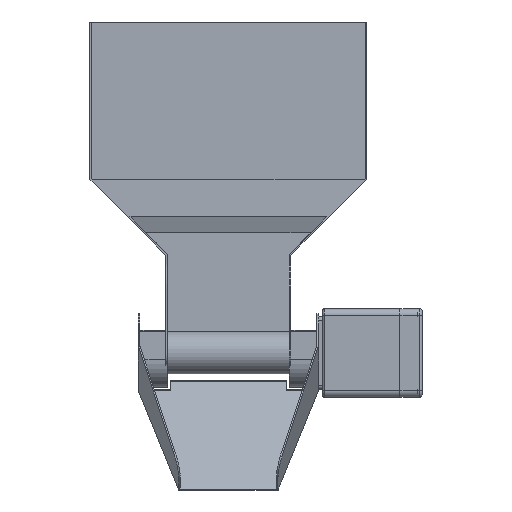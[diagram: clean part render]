
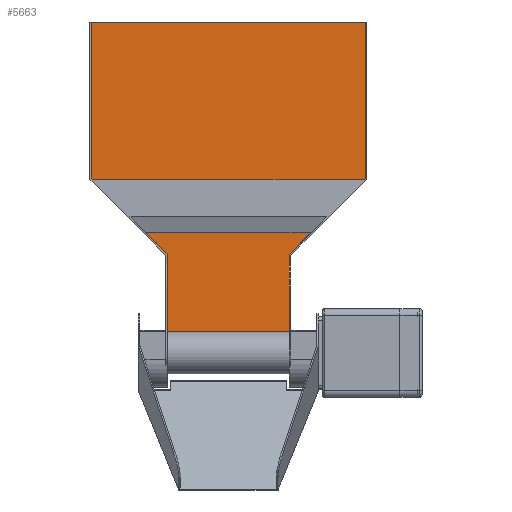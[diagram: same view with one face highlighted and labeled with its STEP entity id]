
A CAD part, front view. The second image highlights one B-rep face of the part: STEP entity #5663.
In plain terms, the highlighted planar face has unit normal (0, -1, 0).
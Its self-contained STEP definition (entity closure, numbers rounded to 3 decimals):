
#1178=ORIENTED_EDGE('',*,*,#2416,.F.);
#1179=ORIENTED_EDGE('',*,*,#2408,.T.);
#1180=ORIENTED_EDGE('',*,*,#2359,.T.);
#1181=ORIENTED_EDGE('',*,*,#2439,.T.);
#1182=ORIENTED_EDGE('',*,*,#2446,.T.);
#1183=ORIENTED_EDGE('',*,*,#2376,.T.);
#1184=ORIENTED_EDGE('',*,*,#2384,.T.);
#1185=ORIENTED_EDGE('',*,*,#2367,.T.);
#2359=EDGE_CURVE('',#3066,#3065,#3612,.T.);
#2367=EDGE_CURVE('',#3073,#3074,#3620,.T.);
#2376=EDGE_CURVE('',#3082,#3083,#3627,.T.);
#2384=EDGE_CURVE('',#3083,#3073,#3635,.T.);
#2408=EDGE_CURVE('',#3107,#3066,#3657,.T.);
#2416=EDGE_CURVE('',#3107,#3074,#3663,.T.);
#2439=EDGE_CURVE('',#3065,#3128,#3684,.T.);
#2446=EDGE_CURVE('',#3128,#3082,#3691,.T.);
#3065=VERTEX_POINT('',#8800);
#3066=VERTEX_POINT('',#8802);
#3073=VERTEX_POINT('',#8819);
#3074=VERTEX_POINT('',#8820);
#3082=VERTEX_POINT('',#8838);
#3083=VERTEX_POINT('',#8839);
#3107=VERTEX_POINT('',#8903);
#3128=VERTEX_POINT('',#8962);
#3612=LINE('',#8801,#4133);
#3620=LINE('',#8818,#4141);
#3627=LINE('',#8837,#4148);
#3635=LINE('',#8853,#4156);
#3657=LINE('',#8902,#4178);
#3663=LINE('',#8918,#4184);
#3684=LINE('',#8961,#4205);
#3691=LINE('',#8971,#4212);
#4133=VECTOR('',#7075,1000.);
#4141=VECTOR('',#7087,1000.);
#4148=VECTOR('',#7100,1000.);
#4156=VECTOR('',#7110,1000.);
#4178=VECTOR('',#7150,1000.);
#4184=VECTOR('',#7162,1000.);
#4205=VECTOR('',#7199,1000.);
#4212=VECTOR('',#7210,1000.);
#4602=EDGE_LOOP('',(#1178,#1179,#1180,#1181,#1182,#1183,#1184,#1185));
#5043=FACE_BOUND('',#4602,.T.);
#5434=PLANE('',#6128);
#5663=ADVANCED_FACE('',(#5043),#5434,.T.);
#6128=AXIS2_PLACEMENT_3D('',#8972,#7211,#7212);
#7075=DIRECTION('',(0.707,0.,0.707));
#7087=DIRECTION('',(0.,0.,-1.));
#7100=DIRECTION('',(0.,0.,-1.));
#7110=DIRECTION('',(0.707,0.,-0.707));
#7150=DIRECTION('',(0.,0.,1.));
#7162=DIRECTION('',(-1.,0.,0.));
#7199=DIRECTION('',(0.,0.,1.));
#7210=DIRECTION('',(-1.,0.,0.));
#7211=DIRECTION('',(0.,-1.,0.));
#7212=DIRECTION('',(0.,0.,-1.));
#8800=CARTESIAN_POINT('',(123.502,580.5,138.502));
#8801=CARTESIAN_POINT('',(55.,580.5,70.));
#8802=CARTESIAN_POINT('',(55.,580.5,70.));
#8818=CARTESIAN_POINT('',(-55.,580.5,70.));
#8819=CARTESIAN_POINT('',(-55.,580.5,70.));
#8820=CARTESIAN_POINT('',(-55.,580.5,0.));
#8837=CARTESIAN_POINT('',(-123.502,580.5,280.));
#8838=CARTESIAN_POINT('',(-123.502,580.5,279.457));
#8839=CARTESIAN_POINT('',(-123.502,580.5,138.502));
#8853=CARTESIAN_POINT('',(-55.,580.5,70.));
#8902=CARTESIAN_POINT('',(55.,580.5,70.));
#8903=CARTESIAN_POINT('',(55.,580.5,0.));
#8918=CARTESIAN_POINT('',(692.549,580.5,0.));
#8961=CARTESIAN_POINT('',(123.502,580.5,280.));
#8962=CARTESIAN_POINT('',(123.502,580.5,279.457));
#8971=CARTESIAN_POINT('',(692.549,580.5,279.457));
#8972=CARTESIAN_POINT('',(692.549,580.5,0.));
